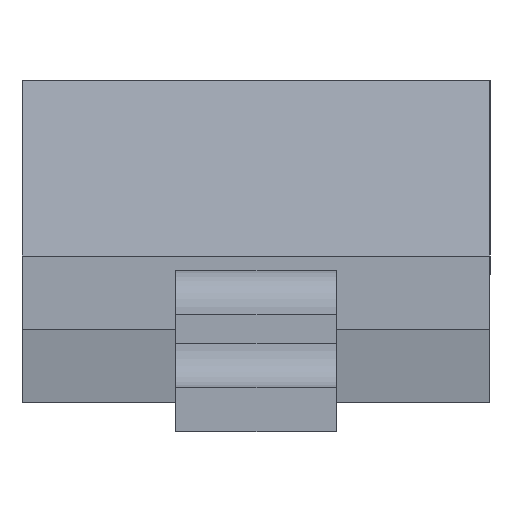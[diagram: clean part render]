
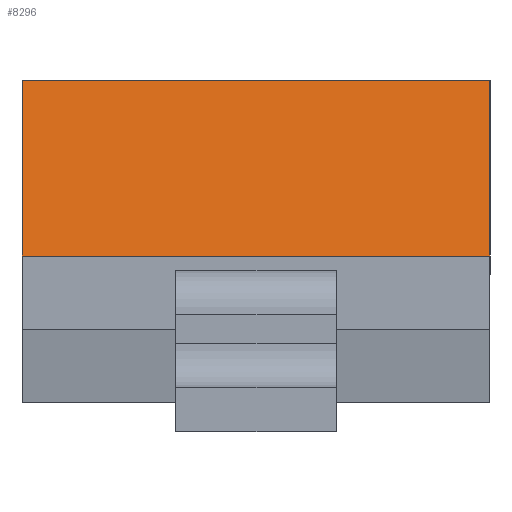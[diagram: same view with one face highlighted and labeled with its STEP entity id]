
A CAD part, left-side view. The second image highlights one B-rep face of the part: STEP entity #8296.
In plain terms, the highlighted planar face has unit normal (-0.985, 0, 0.174).
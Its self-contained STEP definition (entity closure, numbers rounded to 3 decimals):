
#28 = VERTEX_POINT ( 'NONE', #9451 ) ;
#455 = CARTESIAN_POINT ( 'NONE',  ( -1.244, -0.8, 1.2 ) ) ;
#561 = DIRECTION ( 'NONE',  ( 0., -1., 0. ) ) ;
#562 = VECTOR ( 'NONE', #561, 1000. ) ;
#563 = CARTESIAN_POINT ( 'NONE',  ( -1.244, -0.8, 1.2 ) ) ;
#564 = LINE ( 'NONE', #563, #562 ) ;
#1693 = DIRECTION ( 'NONE',  ( 0., 1., 0. ) ) ;
#1694 = VECTOR ( 'NONE', #1693, 1000. ) ;
#1695 = CARTESIAN_POINT ( 'NONE',  ( -1.35, 0.8, 0.6 ) ) ;
#1696 = LINE ( 'NONE', #1695, #1694 ) ;
#1702 = CARTESIAN_POINT ( 'NONE',  ( -1.35, 0.8, 0.6 ) ) ;
#1769 = CARTESIAN_POINT ( 'NONE',  ( -1.35, -0.8, 0.6 ) ) ;
#1774 = DIRECTION ( 'NONE',  ( -0.174, 0., -0.985 ) ) ;
#1775 = VECTOR ( 'NONE', #1774, 1000. ) ;
#1776 = CARTESIAN_POINT ( 'NONE',  ( -1.244, -0.8, 1.2 ) ) ;
#1777 = LINE ( 'NONE', #1776, #1775 ) ;
#1832 = FACE_OUTER_BOUND ( 'NONE', #8297, .T. ) ;
#1865 = DIRECTION ( 'NONE',  ( 0.174, 0., 0.985 ) ) ;
#1866 = DIRECTION ( 'NONE',  ( -0.985, 0., 0.174 ) ) ;
#1867 = CARTESIAN_POINT ( 'NONE',  ( -1.244, -0.8, 1.2 ) ) ;
#1868 = AXIS2_PLACEMENT_3D ( 'NONE', #1867, #1866, #1865 ) ;
#1869 = PLANE ( 'NONE',  #1868 ) ;
#1934 = VECTOR ( 'NONE', #1984, 1000. ) ;
#1935 = CARTESIAN_POINT ( 'NONE',  ( -1.244, 0.8, 1.2 ) ) ;
#1936 = LINE ( 'NONE', #1935, #1934 ) ;
#1984 = DIRECTION ( 'NONE',  ( 0.174, 0., 0.985 ) ) ;
#7941 = VERTEX_POINT ( 'NONE', #455 ) ;
#7957 = EDGE_CURVE ( 'NONE', #28, #7941, #564, .T. ) ;
#8273 = VERTEX_POINT ( 'NONE', #1702 ) ;
#8281 = EDGE_CURVE ( 'NONE', #8289, #8273, #1696, .T. ) ;
#8286 = EDGE_CURVE ( 'NONE', #7941, #8289, #1777, .T. ) ;
#8289 = VERTEX_POINT ( 'NONE', #1769 ) ;
#8296 = ADVANCED_FACE ( 'NONE', ( #1832 ), #1869, .T. ) ;
#8297 = EDGE_LOOP ( 'NONE', ( #8298, #8299, #8356, #8357 ) ) ;
#8298 = ORIENTED_EDGE ( 'NONE', *, *, #8352, .F. ) ;
#8299 = ORIENTED_EDGE ( 'NONE', *, *, #8281, .F. ) ;
#8352 = EDGE_CURVE ( 'NONE', #8273, #28, #1936, .T. ) ;
#8356 = ORIENTED_EDGE ( 'NONE', *, *, #8286, .F. ) ;
#8357 = ORIENTED_EDGE ( 'NONE', *, *, #7957, .F. ) ;
#9451 = CARTESIAN_POINT ( 'NONE',  ( -1.244, 0.8, 1.2 ) ) ;
